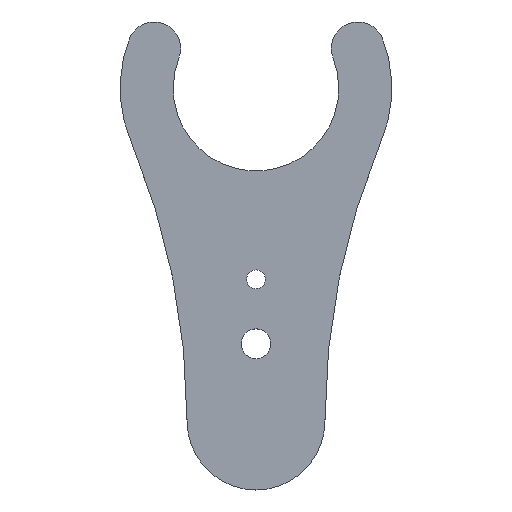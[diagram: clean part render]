
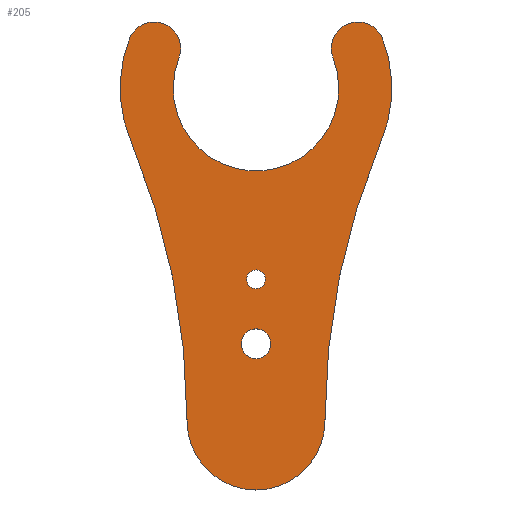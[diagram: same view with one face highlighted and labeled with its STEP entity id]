
A CAD part, top view. The second image highlights one B-rep face of the part: STEP entity #205.
In plain terms, the highlighted planar face has unit normal (0, 0, 1).
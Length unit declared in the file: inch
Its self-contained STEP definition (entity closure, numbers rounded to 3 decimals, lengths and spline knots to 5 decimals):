
#10 = AXIS2_PLACEMENT_3D ( 'NONE', #237, #105, #412 ) ;
#11 = DIRECTION ( 'NONE',  ( 1., 0., 0. ) ) ;
#13 = DIRECTION ( 'NONE',  ( 0., 0., 1. ) ) ;
#15 = CIRCLE ( 'NONE', #179, 0.14 ) ;
#22 = AXIS2_PLACEMENT_3D ( 'NONE', #256, #332, #405 ) ;
#32 = CARTESIAN_POINT ( 'NONE',  ( 0.72699, 2.69059, 0.25 ) ) ;
#36 = AXIS2_PLACEMENT_3D ( 'NONE', #262, #407, #92 ) ;
#41 = VERTEX_POINT ( 'NONE', #149 ) ;
#44 = DIRECTION ( 'NONE',  ( -1., 0., 0. ) ) ;
#64 = CIRCLE ( 'NONE', #22, 0.78 ) ;
#73 = AXIS2_PLACEMENT_3D ( 'NONE', #397, #400, #403 ) ;
#74 = ORIENTED_EDGE ( 'NONE', *, *, #143, .T. ) ;
#75 = ORIENTED_EDGE ( 'NONE', *, *, #257, .T. ) ;
#78 = ORIENTED_EDGE ( 'NONE', *, *, #393, .F. ) ;
#80 = ORIENTED_EDGE ( 'NONE', *, *, #375, .T. ) ;
#81 = AXIS2_PLACEMENT_3D ( 'NONE', #146, #300, #11 ) ;
#91 = VERTEX_POINT ( 'NONE', #277 ) ;
#92 = DIRECTION ( 'NONE',  ( 1., 0., 0. ) ) ;
#98 = VERTEX_POINT ( 'NONE', #279 ) ;
#105 = DIRECTION ( 'NONE',  ( 0., 0., 1. ) ) ;
#106 = VERTEX_POINT ( 'NONE', #311 ) ;
#108 = ORIENTED_EDGE ( 'NONE', *, *, #240, .F. ) ;
#110 = ORIENTED_EDGE ( 'NONE', *, *, #243, .T. ) ;
#115 = AXIS2_PLACEMENT_3D ( 'NONE', #132, #341, #44 ) ;
#124 = DIRECTION ( 'NONE',  ( 1., 0., 0. ) ) ;
#127 = AXIS2_PLACEMENT_3D ( 'NONE', #386, #389, #392 ) ;
#128 = VERTEX_POINT ( 'NONE', #268 ) ;
#132 = CARTESIAN_POINT ( 'NONE',  ( -7.48657, -0.72835, 0.25 ) ) ;
#136 = CIRCLE ( 'NONE', #81, 0.08858 ) ;
#143 = EDGE_CURVE ( 'NONE', #106, #191, #236, .T. ) ;
#146 = CARTESIAN_POINT ( 'NONE',  ( 0., 0.60654, 0.25 ) ) ;
#149 = CARTESIAN_POINT ( 'NONE',  ( 0.14, 0., 0.25 ) ) ;
#174 = CARTESIAN_POINT ( 'NONE',  ( -0.72699, 2.69059, 0.25 ) ) ;
#179 = AXIS2_PLACEMENT_3D ( 'NONE', #357, #360, #381 ) ;
#191 = VERTEX_POINT ( 'NONE', #32 ) ;
#195 = ORIENTED_EDGE ( 'NONE', *, *, #401, .T. ) ;
#197 = VERTEX_POINT ( 'NONE', #174 ) ;
#198 = EDGE_LOOP ( 'NONE', ( #78 ) ) ;
#205 = ADVANCED_FACE ( 'NONE', ( #214, #239, #242 ), #248, .T. ) ;
#213 = EDGE_LOOP ( 'NONE', ( #108 ) ) ;
#214 = FACE_BOUND ( 'NONE', #213, .T. ) ;
#220 = AXIS2_PLACEMENT_3D ( 'NONE', #250, #253, #278 ) ;
#225 = CARTESIAN_POINT ( 'NONE',  ( -1.19301, 2.87177, 0.25 ) ) ;
#229 = EDGE_CURVE ( 'NONE', #197, #404, #306, .T. ) ;
#236 = CIRCLE ( 'NONE', #10, 0.25 ) ;
#237 = CARTESIAN_POINT ( 'NONE',  ( 0.96, 2.78118, 0.25 ) ) ;
#238 = VERTEX_POINT ( 'NONE', #353 ) ;
#239 = FACE_OUTER_BOUND ( 'NONE', #259, .T. ) ;
#240 = EDGE_CURVE ( 'NONE', #41, #41, #15, .T. ) ;
#242 = FACE_BOUND ( 'NONE', #198, .T. ) ;
#243 = EDGE_CURVE ( 'NONE', #98, #91, #388, .T. ) ;
#244 = AXIS2_PLACEMENT_3D ( 'NONE', #348, #350, #352 ) ;
#248 = PLANE ( 'NONE',  #220 ) ;
#250 = CARTESIAN_POINT ( 'NONE',  ( -0.48, 2.59457, 0.25 ) ) ;
#253 = DIRECTION ( 'NONE',  ( 0., 0., 1. ) ) ;
#256 = CARTESIAN_POINT ( 'NONE',  ( 0., 2.40795, 0.25 ) ) ;
#257 = EDGE_CURVE ( 'NONE', #406, #106, #330, .T. ) ;
#259 = EDGE_LOOP ( 'NONE', ( #402, #394, #399, #110, #195, #75, #74, #80 ) ) ;
#262 = CARTESIAN_POINT ( 'NONE',  ( 7.48657, -0.72835, 0.25 ) ) ;
#268 = CARTESIAN_POINT ( 'NONE',  ( 0.08858, 0.60654, 0.25 ) ) ;
#275 = CIRCLE ( 'NONE', #36, 6.83697 ) ;
#277 = CARTESIAN_POINT ( 'NONE',  ( 0.64961, -0.72835, 0.25 ) ) ;
#278 = DIRECTION ( 'NONE',  ( 1., 0., 0. ) ) ;
#279 = CARTESIAN_POINT ( 'NONE',  ( -0.64961, -0.72835, 0.25 ) ) ;
#300 = DIRECTION ( 'NONE',  ( 0., 0., 1. ) ) ;
#302 = CARTESIAN_POINT ( 'NONE',  ( 0., 2.40795, 0.25 ) ) ;
#306 = CIRCLE ( 'NONE', #244, 0.25 ) ;
#311 = CARTESIAN_POINT ( 'NONE',  ( 1.19301, 2.87177, 0.25 ) ) ;
#330 = CIRCLE ( 'NONE', #73, 1.28 ) ;
#332 = DIRECTION ( 'NONE',  ( 0., 0., -1. ) ) ;
#341 = DIRECTION ( 'NONE',  ( 0., 0., -1. ) ) ;
#348 = CARTESIAN_POINT ( 'NONE',  ( -0.96, 2.78118, 0.25 ) ) ;
#350 = DIRECTION ( 'NONE',  ( 0., 0., 1. ) ) ;
#352 = DIRECTION ( 'NONE',  ( 1., 0., 0. ) ) ;
#353 = CARTESIAN_POINT ( 'NONE',  ( -1.18059, 1.91338, 0.25 ) ) ;
#354 = AXIS2_PLACEMENT_3D ( 'NONE', #302, #13, #124 ) ;
#357 = CARTESIAN_POINT ( 'NONE',  ( 0., 0., 0.25 ) ) ;
#360 = DIRECTION ( 'NONE',  ( 0., 0., 1. ) ) ;
#361 = EDGE_CURVE ( 'NONE', #238, #98, #368, .T. ) ;
#368 = CIRCLE ( 'NONE', #115, 6.83697 ) ;
#369 = CARTESIAN_POINT ( 'NONE',  ( 1.18059, 1.91338, 0.25 ) ) ;
#375 = EDGE_CURVE ( 'NONE', #191, #197, #64, .T. ) ;
#381 = DIRECTION ( 'NONE',  ( 1., 0., 0. ) ) ;
#386 = CARTESIAN_POINT ( 'NONE',  ( 0., -0.72835, 0.25 ) ) ;
#388 = CIRCLE ( 'NONE', #127, 0.64961 ) ;
#389 = DIRECTION ( 'NONE',  ( 0., 0., 1. ) ) ;
#392 = DIRECTION ( 'NONE',  ( 1., 0., 0. ) ) ;
#393 = EDGE_CURVE ( 'NONE', #128, #128, #136, .T. ) ;
#394 = ORIENTED_EDGE ( 'NONE', *, *, #413, .T. ) ;
#397 = CARTESIAN_POINT ( 'NONE',  ( 0., 2.40795, 0.25 ) ) ;
#399 = ORIENTED_EDGE ( 'NONE', *, *, #361, .T. ) ;
#400 = DIRECTION ( 'NONE',  ( 0., 0., 1. ) ) ;
#401 = EDGE_CURVE ( 'NONE', #91, #406, #275, .T. ) ;
#402 = ORIENTED_EDGE ( 'NONE', *, *, #229, .T. ) ;
#403 = DIRECTION ( 'NONE',  ( 1., 0., 0. ) ) ;
#404 = VERTEX_POINT ( 'NONE', #225 ) ;
#405 = DIRECTION ( 'NONE',  ( 1., 0., 0. ) ) ;
#406 = VERTEX_POINT ( 'NONE', #369 ) ;
#407 = DIRECTION ( 'NONE',  ( 0., 0., -1. ) ) ;
#412 = DIRECTION ( 'NONE',  ( 1., 0., 0. ) ) ;
#413 = EDGE_CURVE ( 'NONE', #404, #238, #419, .T. ) ;
#419 = CIRCLE ( 'NONE', #354, 1.28 ) ;
